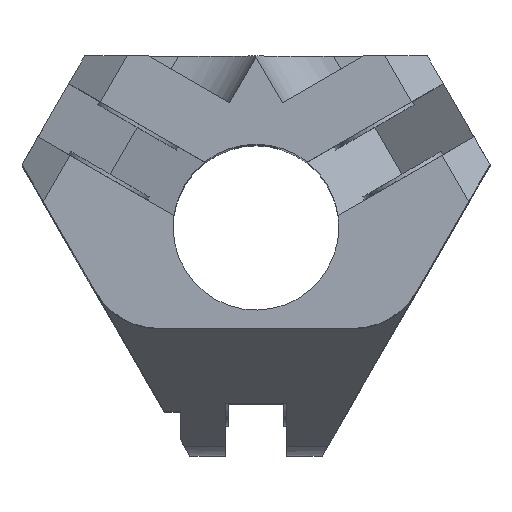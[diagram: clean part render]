
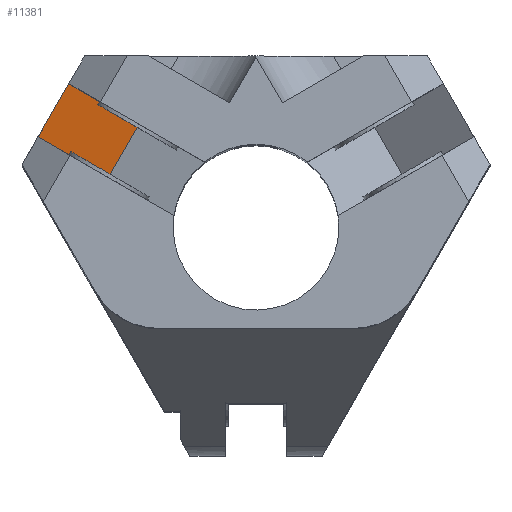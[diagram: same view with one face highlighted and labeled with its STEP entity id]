
A CAD part, top view. The second image highlights one B-rep face of the part: STEP entity #11381.
In plain terms, the highlighted planar face has unit normal (0.433, -0.25, 0.866).
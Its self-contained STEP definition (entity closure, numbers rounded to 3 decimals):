
#706 = PLANE('',#707);
#707 = AXIS2_PLACEMENT_3D('',#708,#709,#710);
#708 = CARTESIAN_POINT('',(-31.754,8.5,98.5));
#709 = DIRECTION('',(-0.866,0.5,0.));
#710 = DIRECTION('',(0.5,0.866,0.));
#2266 = VERTEX_POINT('',#2267);
#2267 = CARTESIAN_POINT('',(-29.584,12.259,
    203.84));
#2281 = PLANE('',#2282);
#2282 = AXIS2_PLACEMENT_3D('',#2283,#2284,#2285);
#2283 = CARTESIAN_POINT('',(-20.058,6.759,213.149
    ));
#2284 = DIRECTION('',(-0.5,-0.866,0.));
#2285 = DIRECTION('',(-0.866,0.5,0.));
#2293 = EDGE_CURVE('',#2266,#2294,#2296,.T.);
#2294 = VERTEX_POINT('',#2295);
#2295 = CARTESIAN_POINT('',(-25.409,19.491,
    203.84));
#2296 = SURFACE_CURVE('',#2297,(#2301,#2308),.PCURVE_S1.);
#2297 = LINE('',#2298,#2299);
#2298 = CARTESIAN_POINT('',(-28.582,13.995,
    203.84));
#2299 = VECTOR('',#2300,1.);
#2300 = DIRECTION('',(0.5,0.866,0.));
#2301 = PCURVE('',#706,#2302);
#2302 = DEFINITIONAL_REPRESENTATION('',(#2303),#2307);
#2303 = LINE('',#2304,#2305);
#2304 = CARTESIAN_POINT('',(6.345,-105.34));
#2305 = VECTOR('',#2306,1.);
#2306 = DIRECTION('',(1.,0.));
#2307 = ( GEOMETRIC_REPRESENTATION_CONTEXT(2) 
PARAMETRIC_REPRESENTATION_CONTEXT() REPRESENTATION_CONTEXT('2D SPACE',''
  ) );
#2308 = PCURVE('',#2309,#2314);
#2309 = PLANE('',#2310);
#2310 = AXIS2_PLACEMENT_3D('',#2311,#2312,#2313);
#2311 = CARTESIAN_POINT('',(-27.141,20.491,
    204.994));
#2312 = DIRECTION('',(-0.433,0.25,-0.866));
#2313 = DIRECTION('',(-0.75,0.433,0.5));
#2314 = DEFINITIONAL_REPRESENTATION('',(#2315),#2319);
#2315 = LINE('',#2316,#2317);
#2316 = CARTESIAN_POINT('',(-2.309,-6.345));
#2317 = VECTOR('',#2318,1.);
#2318 = DIRECTION('',(0.,1.));
#2319 = ( GEOMETRIC_REPRESENTATION_CONTEXT(2) 
PARAMETRIC_REPRESENTATION_CONTEXT() REPRESENTATION_CONTEXT('2D SPACE',''
  ) );
#2337 = PLANE('',#2338);
#2338 = AXIS2_PLACEMENT_3D('',#2339,#2340,#2341);
#2339 = CARTESIAN_POINT('',(-15.883,13.991,
    213.149));
#2340 = DIRECTION('',(-0.5,-0.866,0.));
#2341 = DIRECTION('',(-0.866,0.5,0.));
#6397 = PLANE('',#6398);
#6398 = AXIS2_PLACEMENT_3D('',#6399,#6400,#6401);
#6399 = CARTESIAN_POINT('',(-15.883,13.991,
    197.489));
#6400 = DIRECTION('',(0.433,-0.25,-0.866));
#6401 = DIRECTION('',(-0.75,0.433,-0.5));
#11278 = VERTEX_POINT('',#11279);
#11279 = CARTESIAN_POINT('',(-15.883,13.991,
    197.489));
#11300 = EDGE_CURVE('',#2294,#11278,#11301,.T.);
#11301 = SURFACE_CURVE('',#11302,(#11306,#11313),.PCURVE_S1.);
#11302 = LINE('',#11303,#11304);
#11303 = CARTESIAN_POINT('',(-27.141,20.491,
    204.994));
#11304 = VECTOR('',#11305,1.);
#11305 = DIRECTION('',(0.75,-0.433,-0.5));
#11306 = PCURVE('',#2337,#11307);
#11307 = DEFINITIONAL_REPRESENTATION('',(#11308),#11312);
#11308 = LINE('',#11309,#11310);
#11309 = CARTESIAN_POINT('',(13.,8.154));
#11310 = VECTOR('',#11311,1.);
#11311 = DIRECTION('',(-0.866,0.5));
#11312 = ( GEOMETRIC_REPRESENTATION_CONTEXT(2) 
PARAMETRIC_REPRESENTATION_CONTEXT() REPRESENTATION_CONTEXT('2D SPACE',''
  ) );
#11313 = PCURVE('',#2309,#11314);
#11314 = DEFINITIONAL_REPRESENTATION('',(#11315),#11319);
#11315 = LINE('',#11316,#11317);
#11316 = CARTESIAN_POINT('',(0.,0.));
#11317 = VECTOR('',#11318,1.);
#11318 = DIRECTION('',(-1.,0.));
#11319 = ( GEOMETRIC_REPRESENTATION_CONTEXT(2) 
PARAMETRIC_REPRESENTATION_CONTEXT() REPRESENTATION_CONTEXT('2D SPACE',''
  ) );
#11381 = ADVANCED_FACE('',(#11382),#2309,.F.);
#11382 = FACE_BOUND('',#11383,.T.);
#11383 = EDGE_LOOP('',(#11384,#11385,#11386,#11409));
#11384 = ORIENTED_EDGE('',*,*,#11300,.F.);
#11385 = ORIENTED_EDGE('',*,*,#2293,.F.);
#11386 = ORIENTED_EDGE('',*,*,#11387,.T.);
#11387 = EDGE_CURVE('',#2266,#11388,#11390,.T.);
#11388 = VERTEX_POINT('',#11389);
#11389 = CARTESIAN_POINT('',(-20.058,6.759,
    197.489));
#11390 = SURFACE_CURVE('',#11391,(#11395,#11402),.PCURVE_S1.);
#11391 = LINE('',#11392,#11393);
#11392 = CARTESIAN_POINT('',(-31.316,13.259,
    204.994));
#11393 = VECTOR('',#11394,1.);
#11394 = DIRECTION('',(0.75,-0.433,-0.5));
#11395 = PCURVE('',#2309,#11396);
#11396 = DEFINITIONAL_REPRESENTATION('',(#11397),#11401);
#11397 = LINE('',#11398,#11399);
#11398 = CARTESIAN_POINT('',(0.,-8.35));
#11399 = VECTOR('',#11400,1.);
#11400 = DIRECTION('',(-1.,0.));
#11401 = ( GEOMETRIC_REPRESENTATION_CONTEXT(2) 
PARAMETRIC_REPRESENTATION_CONTEXT() REPRESENTATION_CONTEXT('2D SPACE',''
  ) );
#11402 = PCURVE('',#2281,#11403);
#11403 = DEFINITIONAL_REPRESENTATION('',(#11404),#11408);
#11404 = LINE('',#11405,#11406);
#11405 = CARTESIAN_POINT('',(13.,8.154));
#11406 = VECTOR('',#11407,1.);
#11407 = DIRECTION('',(-0.866,0.5));
#11408 = ( GEOMETRIC_REPRESENTATION_CONTEXT(2) 
PARAMETRIC_REPRESENTATION_CONTEXT() REPRESENTATION_CONTEXT('2D SPACE',''
  ) );
#11409 = ORIENTED_EDGE('',*,*,#11410,.F.);
#11410 = EDGE_CURVE('',#11278,#11388,#11411,.T.);
#11411 = SURFACE_CURVE('',#11412,(#11416,#11423),.PCURVE_S1.);
#11412 = LINE('',#11413,#11414);
#11413 = CARTESIAN_POINT('',(-15.883,13.991,
    197.489));
#11414 = VECTOR('',#11415,1.);
#11415 = DIRECTION('',(-0.5,-0.866,0.));
#11416 = PCURVE('',#2309,#11417);
#11417 = DEFINITIONAL_REPRESENTATION('',(#11418),#11422);
#11418 = LINE('',#11419,#11420);
#11419 = CARTESIAN_POINT('',(-15.011,0.));
#11420 = VECTOR('',#11421,1.);
#11421 = DIRECTION('',(0.,-1.));
#11422 = ( GEOMETRIC_REPRESENTATION_CONTEXT(2) 
PARAMETRIC_REPRESENTATION_CONTEXT() REPRESENTATION_CONTEXT('2D SPACE',''
  ) );
#11423 = PCURVE('',#6397,#11424);
#11424 = DEFINITIONAL_REPRESENTATION('',(#11425),#11429);
#11425 = LINE('',#11426,#11427);
#11426 = CARTESIAN_POINT('',(-0.,0.));
#11427 = VECTOR('',#11428,1.);
#11428 = DIRECTION('',(0.,-1.));
#11429 = ( GEOMETRIC_REPRESENTATION_CONTEXT(2) 
PARAMETRIC_REPRESENTATION_CONTEXT() REPRESENTATION_CONTEXT('2D SPACE',''
  ) );
